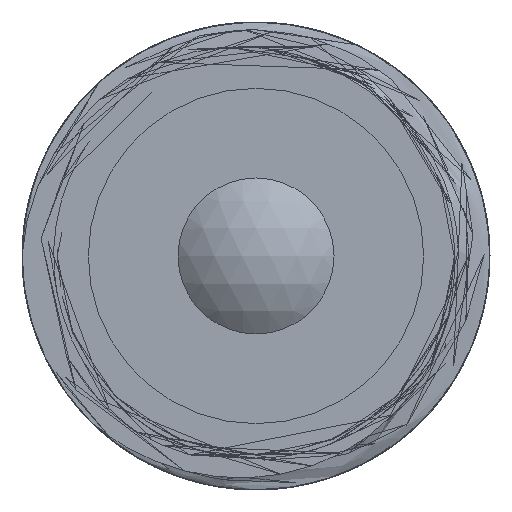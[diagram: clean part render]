
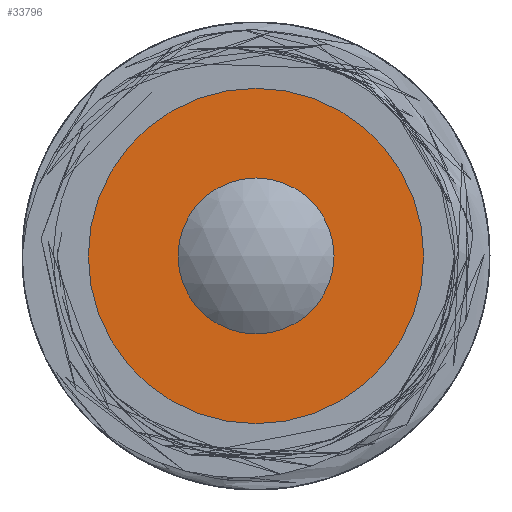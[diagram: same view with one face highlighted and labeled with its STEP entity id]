
A CAD part, left-side view. The second image highlights one B-rep face of the part: STEP entity #33796.
In plain terms, the highlighted planar face has unit normal (-1, 0, 0).
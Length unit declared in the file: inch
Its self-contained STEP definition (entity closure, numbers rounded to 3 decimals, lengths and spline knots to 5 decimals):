
#12062 = VERTEX_POINT ( 'NONE', #20155 ) ;
#12503 = CIRCLE ( 'NONE', #51101, 0.03937 ) ;
#15488 = DIRECTION ( 'NONE',  ( 0., 0., -1. ) ) ;
#18191 = DIRECTION ( 'NONE',  ( 1., 0., 0. ) ) ;
#20155 = CARTESIAN_POINT ( 'NONE',  ( 0.1378, 0., -0.03937 ) ) ;
#21276 = DIRECTION ( 'NONE',  ( 1., 0., 0. ) ) ;
#26920 = DIRECTION ( 'NONE',  ( 0., 0., 1. ) ) ;
#29540 = DIRECTION ( 'NONE',  ( 0., 0., -1. ) ) ;
#29847 = AXIS2_PLACEMENT_3D ( 'NONE', #32621, #21276, #15488 ) ;
#31471 = CIRCLE ( 'NONE', #29847, 0.08465 ) ;
#32621 = CARTESIAN_POINT ( 'NONE',  ( 0.1378, 0., 0. ) ) ;
#33796 = ADVANCED_FACE ( 'NONE', ( #61312, #46653 ), #44067, .T. ) ;
#36341 = CARTESIAN_POINT ( 'NONE',  ( 0.1378, 0., -0.08465 ) ) ;
#38441 = AXIS2_PLACEMENT_3D ( 'NONE', #43832, #66007, #26920 ) ;
#43531 = EDGE_CURVE ( 'NONE', #12062, #12062, #12503, .T. ) ;
#43832 = CARTESIAN_POINT ( 'NONE',  ( 0.1378, 0.08465, 0. ) ) ;
#44067 = PLANE ( 'NONE',  #38441 ) ;
#46653 = FACE_OUTER_BOUND ( 'NONE', #56263, .T. ) ;
#47549 = EDGE_CURVE ( 'NONE', #68244, #68244, #31471, .T. ) ;
#49555 = ORIENTED_EDGE ( 'NONE', *, *, #43531, .T. ) ;
#51101 = AXIS2_PLACEMENT_3D ( 'NONE', #51514, #18191, #29540 ) ;
#51514 = CARTESIAN_POINT ( 'NONE',  ( 0.1378, 0., 0. ) ) ;
#56263 = EDGE_LOOP ( 'NONE', ( #65269 ) ) ;
#61312 = FACE_BOUND ( 'NONE', #64075, .T. ) ;
#64075 = EDGE_LOOP ( 'NONE', ( #49555 ) ) ;
#65269 = ORIENTED_EDGE ( 'NONE', *, *, #47549, .F. ) ;
#66007 = DIRECTION ( 'NONE',  ( -1., 0., 0. ) ) ;
#68244 = VERTEX_POINT ( 'NONE', #36341 ) ;
